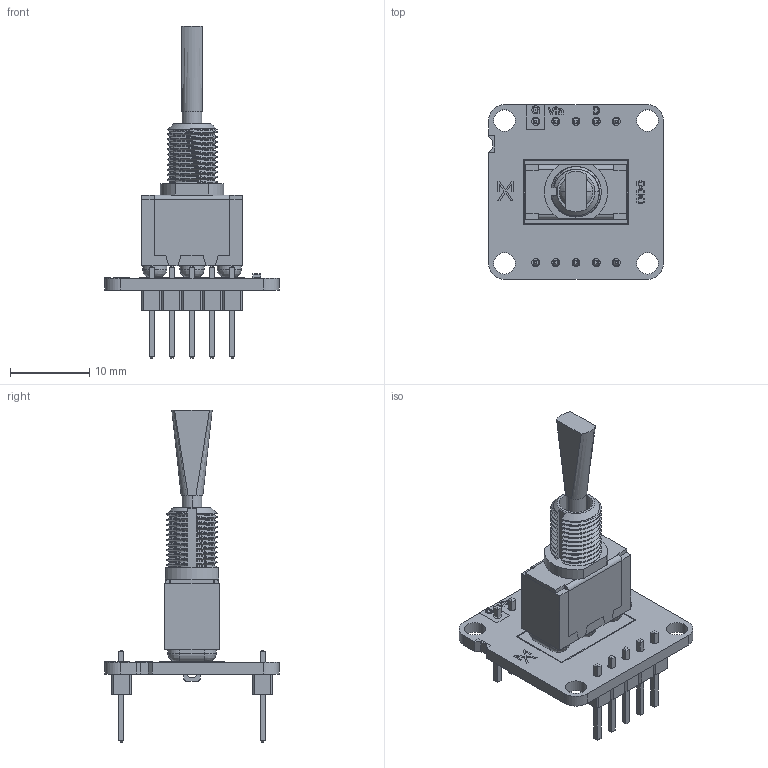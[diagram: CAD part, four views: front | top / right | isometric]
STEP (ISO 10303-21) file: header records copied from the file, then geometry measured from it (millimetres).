
FILE_DESCRIPTION(('KiCad electronic assembly'),'2;1');
FILE_NAME('STP_AX22_0022.step','2025-07-07T22:52:22',('Pcbnew'),('Kicad' ),'Open CASCADE STEP processor 7.8','KiCad to STEP converter', 'Unknown');
FILE_SCHEMA(('AUTOMOTIVE_DESIGN { 1 0 10303 214 1 1 1 1 }'));
Length unit declared in the file: millimetre
Products named in the file (7): STP_AX22_0022 1; R_0402_1005Metric; C_0402_1005Metric; ToggleSwitch; PinHeader_1x05_P2.54mm_Vertical; AX22_Toggle-Switch_silkscreen; AX22_Toggle-Switch_PCB
Assembly tree (8 placements, depth 2):
  STP_AX22_0022 1
    R_0402_1005Metric  x2
    C_0402_1005Metric
    ToggleSwitch
    PinHeader_1x05_P2.54mm_Vertical  x2
    AX22_Toggle-Switch_silkscreen
    AX22_Toggle-Switch_PCB
Bounding box: 22 x 22 x 41.82 mm (x, y, z)
Volume: 2060.7 mm3; surface area: 3451.9 mm2
Topology: 17 solids, 60 shells, 642 faces, 2621 edges, 2081 vertices
Faces by surface type: plane 479, cylinder 102, bspline 42, revolution 12, cone 5, sphere 2
Full cylindrical faces by diameter (mm): 1 x10, 2.7 x4
Entity records: 40942 total; most frequent: CARTESIAN_POINT 20971, ORIENTED_EDGE 3408, DIRECTION 3372, EDGE_CURVE 2257, VERTEX_POINT 1853, LINE 1744, VECTOR 1744, AXIS2_PLACEMENT_3D 808
